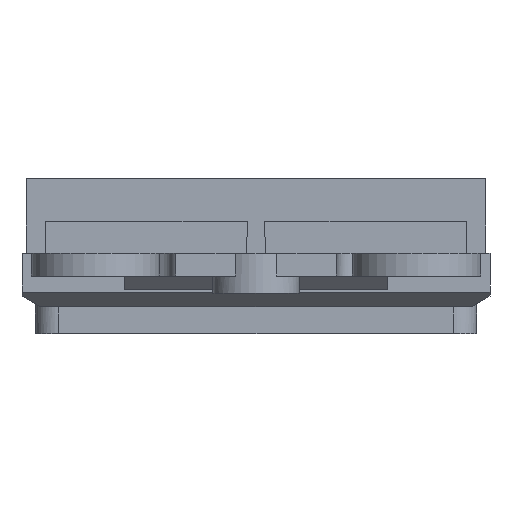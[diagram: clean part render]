
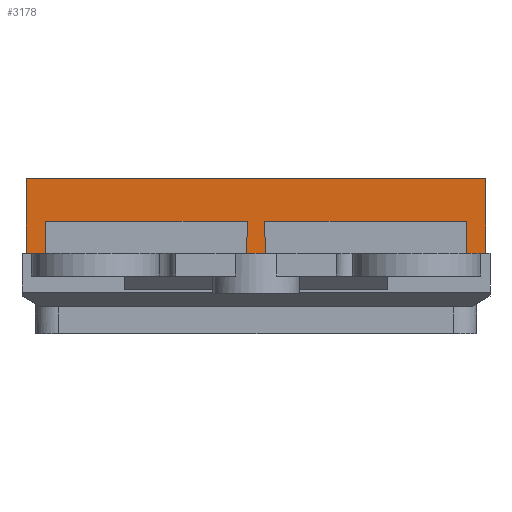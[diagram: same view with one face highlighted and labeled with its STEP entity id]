
A CAD part, front view. The second image highlights one B-rep face of the part: STEP entity #3178.
In plain terms, the highlighted planar face has unit normal (0, -1, 0).
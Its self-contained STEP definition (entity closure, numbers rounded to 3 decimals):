
#184=FACE_OUTER_BOUND('',#337,.T.);
#337=EDGE_LOOP('',(#2279,#2280,#2281,#2282,#2283,#2284,#2285,#2286,#2287,
#2288,#2289,#2290,#2291,#2292,#2293,#2294));
#557=LINE('',#4537,#958);
#582=LINE('',#4588,#983);
#590=LINE('',#4606,#991);
#621=LINE('',#4663,#1022);
#622=LINE('',#4664,#1023);
#623=LINE('',#4666,#1024);
#624=LINE('',#4668,#1025);
#625=LINE('',#4670,#1026);
#626=LINE('',#4672,#1027);
#627=LINE('',#4674,#1028);
#628=LINE('',#4676,#1029);
#629=LINE('',#4678,#1030);
#630=LINE('',#4680,#1031);
#631=LINE('',#4682,#1032);
#632=LINE('',#4684,#1033);
#633=LINE('',#4685,#1034);
#958=VECTOR('',#3649,10.);
#983=VECTOR('',#3686,10.);
#991=VECTOR('',#3702,10.);
#1022=VECTOR('',#3745,10.);
#1023=VECTOR('',#3746,10.);
#1024=VECTOR('',#3747,10.);
#1025=VECTOR('',#3748,10.);
#1026=VECTOR('',#3749,10.);
#1027=VECTOR('',#3750,10.);
#1028=VECTOR('',#3751,10.);
#1029=VECTOR('',#3752,10.);
#1030=VECTOR('',#3753,10.);
#1031=VECTOR('',#3754,10.);
#1032=VECTOR('',#3755,10.);
#1033=VECTOR('',#3756,10.);
#1034=VECTOR('',#3757,10.);
#1354=VERTEX_POINT('',#4534);
#1355=VERTEX_POINT('',#4536);
#1374=VERTEX_POINT('',#4585);
#1375=VERTEX_POINT('',#4587);
#1380=VERTEX_POINT('',#4603);
#1381=VERTEX_POINT('',#4605);
#1402=VERTEX_POINT('',#4665);
#1403=VERTEX_POINT('',#4667);
#1404=VERTEX_POINT('',#4669);
#1405=VERTEX_POINT('',#4671);
#1406=VERTEX_POINT('',#4673);
#1407=VERTEX_POINT('',#4675);
#1408=VERTEX_POINT('',#4677);
#1409=VERTEX_POINT('',#4679);
#1410=VERTEX_POINT('',#4681);
#1411=VERTEX_POINT('',#4683);
#1685=EDGE_CURVE('',#1355,#1354,#557,.F.);
#1711=EDGE_CURVE('',#1375,#1374,#582,.T.);
#1720=EDGE_CURVE('',#1380,#1381,#590,.F.);
#1754=EDGE_CURVE('',#1374,#1355,#621,.T.);
#1755=EDGE_CURVE('',#1381,#1354,#622,.T.);
#1756=EDGE_CURVE('',#1380,#1402,#623,.T.);
#1757=EDGE_CURVE('',#1402,#1403,#624,.F.);
#1758=EDGE_CURVE('',#1404,#1403,#625,.T.);
#1759=EDGE_CURVE('',#1405,#1404,#626,.T.);
#1760=EDGE_CURVE('',#1405,#1406,#627,.T.);
#1761=EDGE_CURVE('',#1406,#1407,#628,.T.);
#1762=EDGE_CURVE('',#1407,#1408,#629,.T.);
#1763=EDGE_CURVE('',#1408,#1409,#630,.T.);
#1764=EDGE_CURVE('',#1409,#1410,#631,.T.);
#1765=EDGE_CURVE('',#1411,#1410,#632,.T.);
#1766=EDGE_CURVE('',#1411,#1375,#633,.T.);
#2279=ORIENTED_EDGE('',*,*,#1754,.T.);
#2280=ORIENTED_EDGE('',*,*,#1685,.T.);
#2281=ORIENTED_EDGE('',*,*,#1755,.F.);
#2282=ORIENTED_EDGE('',*,*,#1720,.F.);
#2283=ORIENTED_EDGE('',*,*,#1756,.T.);
#2284=ORIENTED_EDGE('',*,*,#1757,.T.);
#2285=ORIENTED_EDGE('',*,*,#1758,.F.);
#2286=ORIENTED_EDGE('',*,*,#1759,.F.);
#2287=ORIENTED_EDGE('',*,*,#1760,.T.);
#2288=ORIENTED_EDGE('',*,*,#1761,.T.);
#2289=ORIENTED_EDGE('',*,*,#1762,.T.);
#2290=ORIENTED_EDGE('',*,*,#1763,.T.);
#2291=ORIENTED_EDGE('',*,*,#1764,.T.);
#2292=ORIENTED_EDGE('',*,*,#1765,.F.);
#2293=ORIENTED_EDGE('',*,*,#1766,.T.);
#2294=ORIENTED_EDGE('',*,*,#1711,.T.);
#3064=PLANE('',#3338);
#3178=ADVANCED_FACE('',(#184),#3064,.F.);
#3338=AXIS2_PLACEMENT_3D('',#4662,#3743,#3744);
#3649=DIRECTION('',(0.017,0.,-1.));
#3686=DIRECTION('',(0.,0.,-1.));
#3702=DIRECTION('',(-0.017,0.,-1.));
#3743=DIRECTION('center_axis',(0.,1.,0.));
#3744=DIRECTION('ref_axis',(0.,0.,1.));
#3745=DIRECTION('',(1.,0.,0.));
#3746=DIRECTION('',(-1.,0.,0.));
#3747=DIRECTION('',(1.,0.,0.));
#3748=DIRECTION('',(0.017,0.,-1.));
#3749=DIRECTION('',(-1.,0.,0.));
#3750=DIRECTION('',(0.017,0.,1.));
#3751=DIRECTION('',(1.,0.,0.));
#3752=DIRECTION('',(0.,0.,1.));
#3753=DIRECTION('',(1.,0.,0.));
#3754=DIRECTION('',(0.,0.,1.));
#3755=DIRECTION('',(-1.,0.,0.));
#3756=DIRECTION('',(0.,0.,1.));
#3757=DIRECTION('',(1.,0.,0.));
#4534=CARTESIAN_POINT('',(-15.747,-32.15,8.4));
#4536=CARTESIAN_POINT('',(-15.652,-32.15,3.));
#4537=CARTESIAN_POINT('',(-15.644,-32.15,2.513));
#4585=CARTESIAN_POINT('',(-16.306,-32.15,3.));
#4587=CARTESIAN_POINT('',(-16.306,-32.15,6.));
#4588=CARTESIAN_POINT('',(-16.306,-32.15,0.));
#4603=CARTESIAN_POINT('',(-0.748,-32.15,3.));
#4605=CARTESIAN_POINT('',(-0.653,-32.15,8.4));
#4606=CARTESIAN_POINT('',(-0.756,-32.15,2.499));
#4662=CARTESIAN_POINT('Origin',(-17.2,-32.15,5.));
#4663=CARTESIAN_POINT('',(-8.6,-32.15,3.));
#4664=CARTESIAN_POINT('',(17.2,-32.15,8.4));
#4665=CARTESIAN_POINT('',(0.748,-32.15,3.));
#4666=CARTESIAN_POINT('',(-8.6,-32.15,3.));
#4667=CARTESIAN_POINT('',(0.653,-32.15,8.4));
#4668=CARTESIAN_POINT('',(0.756,-32.15,2.513));
#4669=CARTESIAN_POINT('',(15.747,-32.15,8.4));
#4670=CARTESIAN_POINT('',(17.2,-32.15,8.4));
#4671=CARTESIAN_POINT('',(15.652,-32.15,3.));
#4672=CARTESIAN_POINT('',(15.644,-32.15,2.513));
#4673=CARTESIAN_POINT('',(16.306,-32.15,3.));
#4674=CARTESIAN_POINT('',(-8.6,-32.15,3.));
#4675=CARTESIAN_POINT('',(16.306,-32.15,6.));
#4676=CARTESIAN_POINT('',(16.306,-32.15,0.));
#4677=CARTESIAN_POINT('',(17.2,-32.15,6.));
#4678=CARTESIAN_POINT('',(-8.6,-32.15,6.));
#4679=CARTESIAN_POINT('',(17.2,-32.15,11.6));
#4680=CARTESIAN_POINT('',(17.2,-32.15,0.));
#4681=CARTESIAN_POINT('',(-17.2,-32.15,11.6));
#4682=CARTESIAN_POINT('',(0.8,-32.15,11.6));
#4683=CARTESIAN_POINT('',(-17.2,-32.15,6.));
#4684=CARTESIAN_POINT('',(-17.2,-32.15,0.));
#4685=CARTESIAN_POINT('',(-8.6,-32.15,6.));
